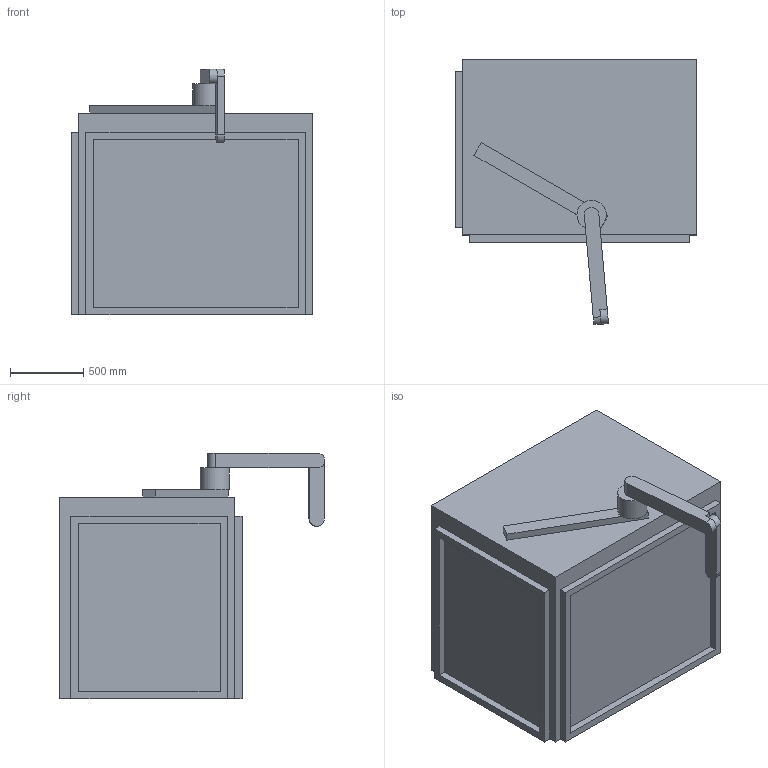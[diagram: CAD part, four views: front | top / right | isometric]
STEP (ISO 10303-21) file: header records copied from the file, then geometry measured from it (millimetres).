
FILE_DESCRIPTION(/* description */ (''),/* implementation_level */ '2;1');
FILE_NAME(/* name */ 'Original idea.step',/* time_stamp */ '2025-07-22T18:20:25+03:00',/* author */ (''),/* organization */ (''),/* preprocessor_version */ 'ST-DEVELOPER v20.1',/* originating_system */ 'Autodesk Translation Framework v14.10.0.0',/* authorisation */ '');
FILE_SCHEMA (('AUTOMOTIVE_DESIGN { 1 0 10303 214 3 1 1 }'));
Length unit declared in the file: millimetre
Products named in the file (6): jaakon idea; Component1; Component2; Component3; Component4; Component5
Assembly tree (5 placements, depth 2):
  jaakon idea
    Component1
    Component2
    Component3
    Component4
    Component5
Bounding box: 1650 x 1815.33 x 1680 mm (x, y, z)
Volume: 2693394136.7 mm3; surface area: 13479765.5 mm2
Topology: 5 solids, 5 shells, 47 faces, 105 edges, 70 vertices
Faces by surface type: plane 42, cylinder 5
Full cylindrical faces by diameter (mm): 200 x1
Entity records: 1477 total; most frequent: CARTESIAN_POINT 233, DIRECTION 231, ORIENTED_EDGE 210, EDGE_CURVE 105, LINE 95, VECTOR 95, VERTEX_POINT 70, AXIS2_PLACEMENT_3D 68
